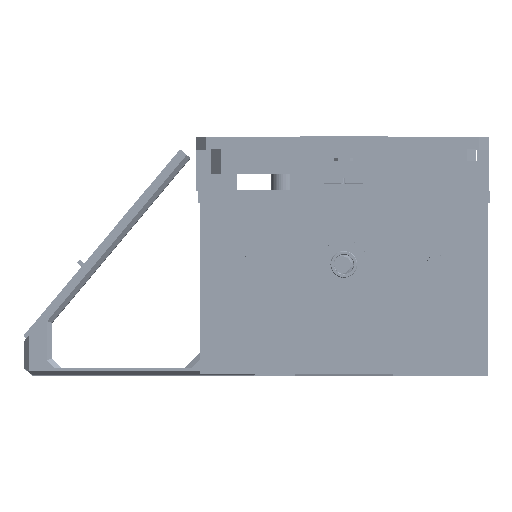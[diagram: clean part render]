
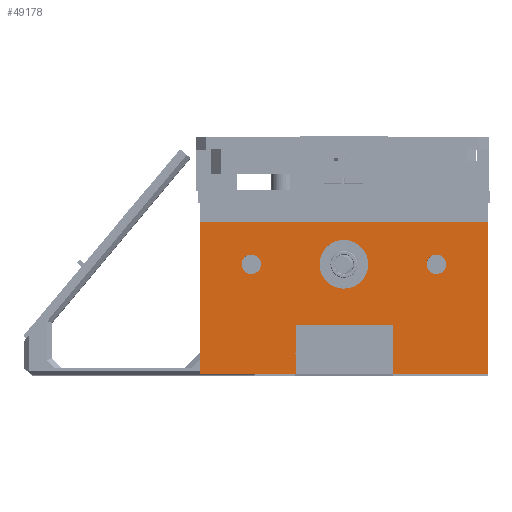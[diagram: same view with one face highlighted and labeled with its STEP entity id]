
A CAD part, top view. The second image highlights one B-rep face of the part: STEP entity #49178.
In plain terms, the highlighted planar face has unit normal (0, 0, 1).
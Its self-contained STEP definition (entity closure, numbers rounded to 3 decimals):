
#3200=FACE_BOUND('',#11807,.T.);
#3201=FACE_BOUND('',#11808,.T.);
#3202=FACE_BOUND('',#11809,.T.);
#3886=PLANE('',#53327);
#5355=CIRCLE('',#53300,4.);
#5357=CIRCLE('',#53303,4.);
#5359=CIRCLE('',#53306,10.);
#8536=FACE_OUTER_BOUND('',#11806,.T.);
#11806=EDGE_LOOP('',(#43503,#43504,#43505,#43506,#43507,#43508,#43509,#43510));
#11807=EDGE_LOOP('',(#43511));
#11808=EDGE_LOOP('',(#43512));
#11809=EDGE_LOOP('',(#43513));
#15315=LINE('',#138732,#18738);
#15317=LINE('',#138736,#18740);
#15319=LINE('',#138742,#18742);
#15325=LINE('',#138754,#18748);
#15339=LINE('',#138922,#18762);
#15355=LINE('',#138952,#18778);
#15367=LINE('',#138990,#18790);
#15368=LINE('',#138991,#18791);
#18738=VECTOR('',#63412,10.);
#18740=VECTOR('',#63416,10.);
#18742=VECTOR('',#63420,10.);
#18748=VECTOR('',#63430,10.);
#18762=VECTOR('',#63492,10.);
#18778=VECTOR('',#63518,10.);
#18790=VECTOR('',#63560,10.);
#18791=VECTOR('',#63561,10.);
#23404=VERTEX_POINT('',#138728);
#23405=VERTEX_POINT('',#138730);
#23406=VERTEX_POINT('',#138734);
#23407=VERTEX_POINT('',#138738);
#23409=VERTEX_POINT('',#138741);
#23413=VERTEX_POINT('',#138753);
#23428=VERTEX_POINT('',#138897);
#23430=VERTEX_POINT('',#138903);
#23432=VERTEX_POINT('',#138910);
#23436=VERTEX_POINT('',#138919);
#23437=VERTEX_POINT('',#138921);
#30168=EDGE_CURVE('',#23404,#23405,#15315,.F.);
#30170=EDGE_CURVE('',#23406,#23405,#15317,.T.);
#30172=EDGE_CURVE('',#23407,#23409,#15319,.T.);
#30178=EDGE_CURVE('',#23409,#23413,#15325,.T.);
#30200=EDGE_CURVE('',#23428,#23428,#5355,.T.);
#30203=EDGE_CURVE('',#23430,#23430,#5357,.T.);
#30207=EDGE_CURVE('',#23432,#23432,#5359,.T.);
#30211=EDGE_CURVE('',#23436,#23437,#15339,.T.);
#30227=EDGE_CURVE('',#23404,#23407,#15355,.T.);
#30246=EDGE_CURVE('',#23413,#23436,#15367,.T.);
#30247=EDGE_CURVE('',#23437,#23406,#15368,.T.);
#43503=ORIENTED_EDGE('',*,*,#30246,.F.);
#43504=ORIENTED_EDGE('',*,*,#30178,.F.);
#43505=ORIENTED_EDGE('',*,*,#30172,.F.);
#43506=ORIENTED_EDGE('',*,*,#30227,.F.);
#43507=ORIENTED_EDGE('',*,*,#30168,.T.);
#43508=ORIENTED_EDGE('',*,*,#30170,.F.);
#43509=ORIENTED_EDGE('',*,*,#30247,.F.);
#43510=ORIENTED_EDGE('',*,*,#30211,.F.);
#43511=ORIENTED_EDGE('',*,*,#30200,.T.);
#43512=ORIENTED_EDGE('',*,*,#30203,.T.);
#43513=ORIENTED_EDGE('',*,*,#30207,.T.);
#49178=ADVANCED_FACE('',(#8536,#3200,#3201,#3202),#3886,.T.);
#53300=AXIS2_PLACEMENT_3D('',#138899,#63470,#63471);
#53303=AXIS2_PLACEMENT_3D('',#138905,#63477,#63478);
#53306=AXIS2_PLACEMENT_3D('',#138912,#63485,#63486);
#53327=AXIS2_PLACEMENT_3D('',#138989,#63558,#63559);
#63412=DIRECTION('',(0.,1.,0.));
#63416=DIRECTION('',(-1.,0.,0.));
#63420=DIRECTION('',(0.,-1.,0.));
#63430=DIRECTION('',(-1.,0.,0.));
#63470=DIRECTION('center_axis',(0.,0.,-1.));
#63471=DIRECTION('ref_axis',(1.,0.,0.));
#63477=DIRECTION('center_axis',(0.,0.,-1.));
#63478=DIRECTION('ref_axis',(1.,0.,0.));
#63485=DIRECTION('center_axis',(0.,0.,-1.));
#63486=DIRECTION('ref_axis',(1.,0.,0.));
#63492=DIRECTION('',(1.,0.,0.));
#63518=DIRECTION('',(-1.,0.,0.));
#63558=DIRECTION('center_axis',(0.,0.,1.));
#63559=DIRECTION('ref_axis',(-1.,0.,0.));
#63560=DIRECTION('',(0.,1.,0.));
#63561=DIRECTION('',(0.,-1.,0.));
#138728=CARTESIAN_POINT('',(20.1,-25.,584.783));
#138730=CARTESIAN_POINT('',(20.1,-45.,584.783));
#138732=CARTESIAN_POINT('',(20.1,-22.5,584.783));
#138734=CARTESIAN_POINT('',(59.,-45.,584.783));
#138736=CARTESIAN_POINT('',(-59.,-45.,584.783));
#138738=CARTESIAN_POINT('',(-19.535,-25.,584.783));
#138741=CARTESIAN_POINT('',(-19.535,-45.,584.783));
#138742=CARTESIAN_POINT('',(-19.535,-22.5,584.783));
#138753=CARTESIAN_POINT('',(-59.,-45.,584.783));
#138754=CARTESIAN_POINT('',(-59.,-45.,584.783));
#138897=CARTESIAN_POINT('',(34.,0.,584.783));
#138899=CARTESIAN_POINT('Origin',(38.,0.,584.783));
#138903=CARTESIAN_POINT('',(-42.,0.,584.783));
#138905=CARTESIAN_POINT('Origin',(-38.,0.,584.783));
#138910=CARTESIAN_POINT('',(-10.,0.,584.783));
#138912=CARTESIAN_POINT('Origin',(0.,0.,
584.783));
#138919=CARTESIAN_POINT('',(-59.,17.5,584.783));
#138921=CARTESIAN_POINT('',(59.,17.5,584.783));
#138922=CARTESIAN_POINT('',(59.,17.5,584.783));
#138952=CARTESIAN_POINT('',(59.,-25.,584.783));
#138989=CARTESIAN_POINT('Origin',(59.,-20.,584.783));
#138990=CARTESIAN_POINT('',(-59.,-20.,584.783));
#138991=CARTESIAN_POINT('',(59.,-20.,584.783));
